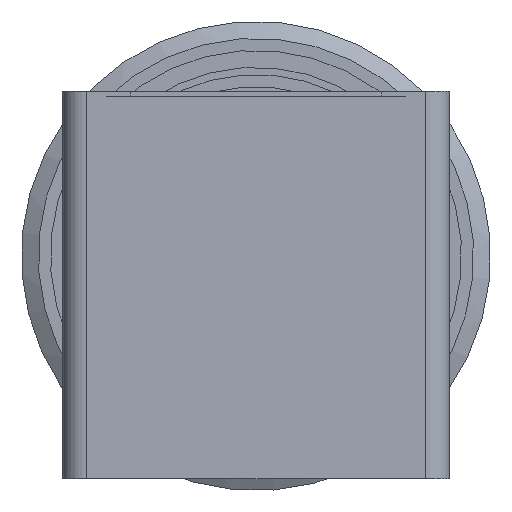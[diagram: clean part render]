
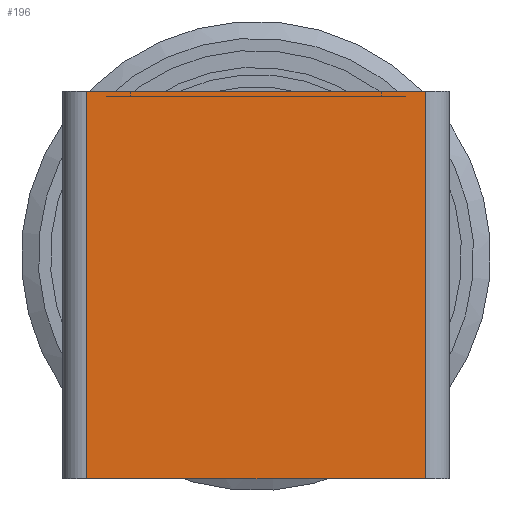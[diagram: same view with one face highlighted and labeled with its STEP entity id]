
A CAD part, left-side view. The second image highlights one B-rep face of the part: STEP entity #196.
In plain terms, the highlighted planar face has unit normal (-1, 0, 0).
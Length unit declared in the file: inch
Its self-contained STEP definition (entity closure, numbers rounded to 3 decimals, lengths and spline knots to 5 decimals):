
#25 = DIRECTION ( 'NONE',  ( 0., -1., 0. ) ) ;
#98 = DIRECTION ( 'NONE',  ( 1., 0., 0. ) ) ;
#104 = CARTESIAN_POINT ( 'NONE',  ( 0., 0.1378, 0.15748 ) ) ;
#121 = CARTESIAN_POINT ( 'NONE',  ( 0., 0.1378, 0.15748 ) ) ;
#196 = ADVANCED_FACE ( 'NONE', ( #4133 ), #3752, .F. ) ;
#274 = VERTEX_POINT ( 'NONE', #1061 ) ;
#295 = ORIENTED_EDGE ( 'NONE', *, *, #395, .F. ) ;
#309 = VECTOR ( 'NONE', #25, 39.37008 ) ;
#371 = CARTESIAN_POINT ( 'NONE',  ( 0., -0.1378, -0.15748 ) ) ;
#395 = EDGE_CURVE ( 'NONE', #4227, #397, #1325, .T. ) ;
#397 = VERTEX_POINT ( 'NONE', #673 ) ;
#673 = CARTESIAN_POINT ( 'NONE',  ( 0., 0.1378, 0.15748 ) ) ;
#694 = CARTESIAN_POINT ( 'NONE',  ( 0., 0.1378, 0.15748 ) ) ;
#808 = LINE ( 'NONE', #1457, #3384 ) ;
#1013 = EDGE_LOOP ( 'NONE', ( #1264, #1911, #295, #2874 ) ) ;
#1061 = CARTESIAN_POINT ( 'NONE',  ( 0., -0.1378, 0.15748 ) ) ;
#1142 = EDGE_CURVE ( 'NONE', #4227, #3768, #1723, .T. ) ;
#1264 = ORIENTED_EDGE ( 'NONE', *, *, #2550, .F. ) ;
#1325 = LINE ( 'NONE', #694, #3269 ) ;
#1457 = CARTESIAN_POINT ( 'NONE',  ( 0., -0.1378, 0.15748 ) ) ;
#1518 = EDGE_CURVE ( 'NONE', #397, #274, #3173, .T. ) ;
#1723 = LINE ( 'NONE', #371, #309 ) ;
#1911 = ORIENTED_EDGE ( 'NONE', *, *, #1518, .F. ) ;
#2550 = EDGE_CURVE ( 'NONE', #274, #3768, #808, .T. ) ;
#2665 = CARTESIAN_POINT ( 'NONE',  ( 0., 0.1378, -0.15748 ) ) ;
#2797 = DIRECTION ( 'NONE',  ( 0., 0., -1. ) ) ;
#2874 = ORIENTED_EDGE ( 'NONE', *, *, #1142, .T. ) ;
#3173 = LINE ( 'NONE', #104, #3841 ) ;
#3269 = VECTOR ( 'NONE', #4093, 39.37008 ) ;
#3384 = VECTOR ( 'NONE', #2797, 39.37008 ) ;
#3475 = DIRECTION ( 'NONE',  ( 0., 0., -1. ) ) ;
#3479 = DIRECTION ( 'NONE',  ( 0., -1., 0. ) ) ;
#3637 = AXIS2_PLACEMENT_3D ( 'NONE', #121, #98, #3475 ) ;
#3752 = PLANE ( 'NONE',  #3637 ) ;
#3768 = VERTEX_POINT ( 'NONE', #4148 ) ;
#3841 = VECTOR ( 'NONE', #3479, 39.37008 ) ;
#4093 = DIRECTION ( 'NONE',  ( 0., 0., 1. ) ) ;
#4133 = FACE_OUTER_BOUND ( 'NONE', #1013, .T. ) ;
#4148 = CARTESIAN_POINT ( 'NONE',  ( 0., -0.1378, -0.15748 ) ) ;
#4227 = VERTEX_POINT ( 'NONE', #2665 ) ;
